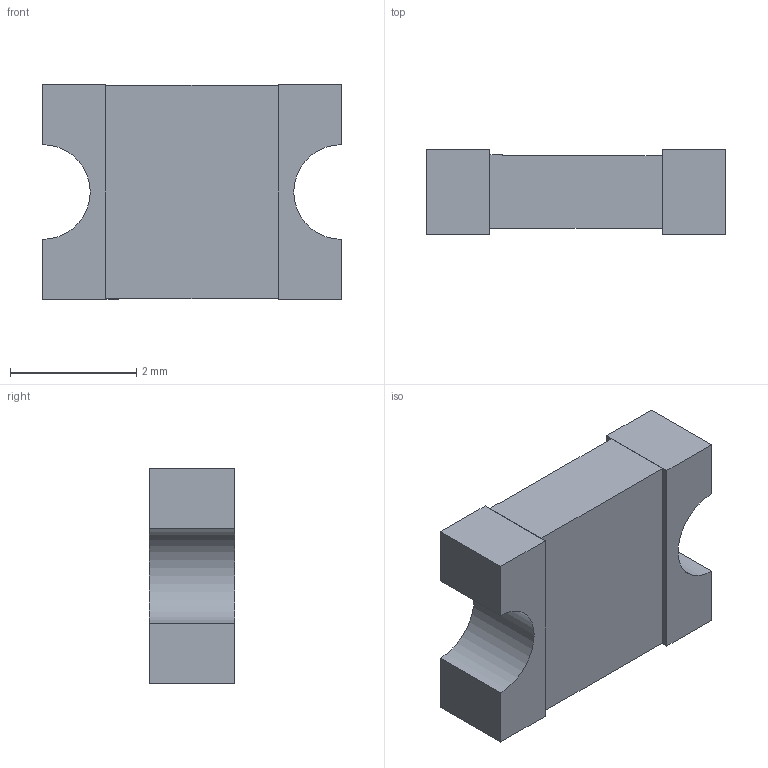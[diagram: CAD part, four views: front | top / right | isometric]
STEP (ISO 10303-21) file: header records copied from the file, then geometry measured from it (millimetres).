
FILE_DESCRIPTION (( 'STEP AP214' ), '1' );
FILE_NAME ('User Library-0ZCG-1.35mm.STEP', '2019-04-08T00:42:57', ( '' ), ( '' ), 'SwSTEP 2.0', 'SolidWorks 2019', '' );
FILE_SCHEMA (( 'AUTOMOTIVE_DESIGN' ));
Length unit declared in the file: millimetre
Products named in the file (1): User Library-0ZCG-1.35mm
Bounding box: 4.73 x 1.35 x 3.41 mm (x, y, z)
Volume: 17.5 mm3; surface area: 53.5 mm2
Topology: 1 solids, 1 shells, 286 faces, 782 edges, 521 vertices
Faces by surface type: plane 156, bspline 128, cylinder 2
Entity records: 18624 total; most frequent: CARTESIAN_POINT 9222, ORIENTED_EDGE 1564, DIRECTION 848, EDGE_CURVE 782, LINE 522, VECTOR 522, VERTEX_POINT 521, EDGE_LOOP 309
